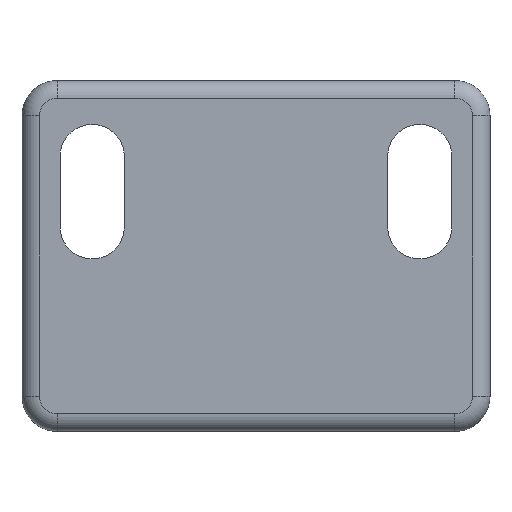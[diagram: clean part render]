
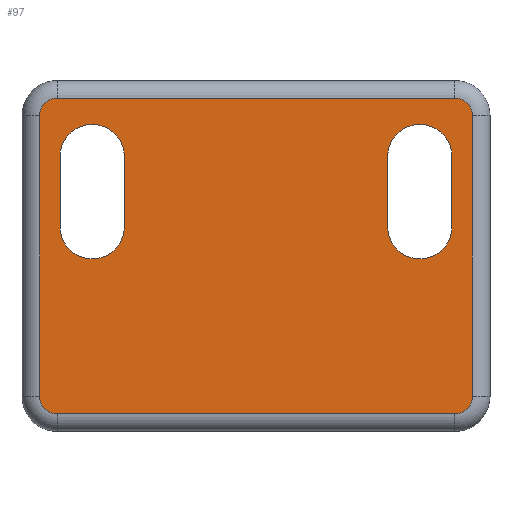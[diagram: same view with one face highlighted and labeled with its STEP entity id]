
A CAD part, front view. The second image highlights one B-rep face of the part: STEP entity #97.
In plain terms, the highlighted planar face has unit normal (0, -1, 0).
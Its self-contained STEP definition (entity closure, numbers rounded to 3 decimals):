
#97 = ADVANCED_FACE( 'NONE', ( #260, #261, #262 ), #263, .F. );
#260 = FACE_OUTER_BOUND( '', #502, .T. );
#261 = FACE_BOUND( '', #503, .T. );
#262 = FACE_BOUND( '', #504, .T. );
#263 = PLANE( '', #505 );
#502 = EDGE_LOOP( '', ( #738, #739, #740, #741, #742, #743, #744, #745 ) );
#503 = EDGE_LOOP( '', ( #746, #747, #748, #749 ) );
#504 = EDGE_LOOP( '', ( #750, #751, #752, #753 ) );
#505 = AXIS2_PLACEMENT_3D( '', #754, #755, #756 );
#738 = ORIENTED_EDGE( '', *, *, #1386, .T. );
#739 = ORIENTED_EDGE( '', *, *, #1387, .T. );
#740 = ORIENTED_EDGE( '', *, *, #1388, .T. );
#741 = ORIENTED_EDGE( '', *, *, #1389, .T. );
#742 = ORIENTED_EDGE( '', *, *, #1390, .T. );
#743 = ORIENTED_EDGE( '', *, *, #1391, .T. );
#744 = ORIENTED_EDGE( '', *, *, #1392, .T. );
#745 = ORIENTED_EDGE( '', *, *, #1393, .T. );
#746 = ORIENTED_EDGE( '', *, *, #1394, .T. );
#747 = ORIENTED_EDGE( '', *, *, #1395, .T. );
#748 = ORIENTED_EDGE( '', *, *, #1396, .T. );
#749 = ORIENTED_EDGE( '', *, *, #1397, .T. );
#750 = ORIENTED_EDGE( '', *, *, #1398, .F. );
#751 = ORIENTED_EDGE( '', *, *, #1399, .F. );
#752 = ORIENTED_EDGE( '', *, *, #1400, .F. );
#753 = ORIENTED_EDGE( '', *, *, #1401, .F. );
#754 = CARTESIAN_POINT( '', ( -20., -9.15, 15. ) );
#755 = DIRECTION( '', ( 0., 1., 0. ) );
#756 = DIRECTION( '', ( 1., 0., 0. ) );
#1386 = EDGE_CURVE( 'NONE', #1637, #1638, #1639, .T. );
#1387 = EDGE_CURVE( 'NONE', #1638, #1640, #1641, .T. );
#1388 = EDGE_CURVE( 'NONE', #1640, #1642, #1643, .T. );
#1389 = EDGE_CURVE( 'NONE', #1642, #1644, #1645, .T. );
#1390 = EDGE_CURVE( 'NONE', #1644, #1646, #1647, .T. );
#1391 = EDGE_CURVE( 'NONE', #1646, #1648, #1649, .T. );
#1392 = EDGE_CURVE( 'NONE', #1648, #1650, #1651, .T. );
#1393 = EDGE_CURVE( 'NONE', #1650, #1637, #1652, .T. );
#1394 = EDGE_CURVE( 'NONE', #1653, #1654, #1655, .T. );
#1395 = EDGE_CURVE( 'NONE', #1654, #1656, #1657, .T. );
#1396 = EDGE_CURVE( 'NONE', #1656, #1658, #1659, .T. );
#1397 = EDGE_CURVE( 'NONE', #1658, #1653, #1660, .T. );
#1398 = EDGE_CURVE( 'NONE', #1661, #1662, #1663, .T. );
#1399 = EDGE_CURVE( 'NONE', #1664, #1661, #1665, .T. );
#1400 = EDGE_CURVE( 'NONE', #1666, #1664, #1667, .T. );
#1401 = EDGE_CURVE( 'NONE', #1662, #1666, #1668, .T. );
#1637 = VERTEX_POINT( 'NONE', #2003 );
#1638 = VERTEX_POINT( 'NONE', #2004 );
#1639 = LINE( '', #2005, #2006 );
#1640 = VERTEX_POINT( 'NONE', #2007 );
#1641 = CIRCLE( '', #2008, 1.5 );
#1642 = VERTEX_POINT( 'NONE', #2009 );
#1643 = LINE( '', #2010, #2011 );
#1644 = VERTEX_POINT( 'NONE', #2012 );
#1645 = CIRCLE( '', #2013, 1.5 );
#1646 = VERTEX_POINT( 'NONE', #2014 );
#1647 = LINE( '', #2015, #2016 );
#1648 = VERTEX_POINT( 'NONE', #2017 );
#1649 = CIRCLE( '', #2018, 1.5 );
#1650 = VERTEX_POINT( 'NONE', #2019 );
#1651 = LINE( '', #2020, #2021 );
#1652 = CIRCLE( '', #2022, 1.5 );
#1653 = VERTEX_POINT( 'NONE', #2023 );
#1654 = VERTEX_POINT( 'NONE', #2024 );
#1655 = LINE( '', #2025, #2026 );
#1656 = VERTEX_POINT( 'NONE', #2027 );
#1657 = CIRCLE( '', #2028, 2.75 );
#1658 = VERTEX_POINT( 'NONE', #2029 );
#1659 = LINE( '', #2030, #2031 );
#1660 = CIRCLE( '', #2032, 2.75 );
#1661 = VERTEX_POINT( 'NONE', #2033 );
#1662 = VERTEX_POINT( 'NONE', #2034 );
#1663 = CIRCLE( '', #2035, 2.75 );
#1664 = VERTEX_POINT( 'NONE', #2036 );
#1665 = LINE( '', #2037, #2038 );
#1666 = VERTEX_POINT( 'NONE', #2039 );
#1667 = CIRCLE( '', #2040, 2.75 );
#1668 = LINE( '', #2041, #2042 );
#2003 = CARTESIAN_POINT( '', ( 17., -9.15, 13.5 ) );
#2004 = CARTESIAN_POINT( '', ( -17., -9.15, 13.5 ) );
#2005 = CARTESIAN_POINT( '', ( -17., -9.15, 13.5 ) );
#2006 = VECTOR( '', #2541, 1000. );
#2007 = CARTESIAN_POINT( '', ( -18.5, -9.15, 12. ) );
#2008 = AXIS2_PLACEMENT_3D( '', #2542, #2543, #2544 );
#2009 = CARTESIAN_POINT( '', ( -18.5, -9.15, -12. ) );
#2010 = CARTESIAN_POINT( '', ( -18.5, -9.15, 15. ) );
#2011 = VECTOR( '', #2545, 1000. );
#2012 = CARTESIAN_POINT( '', ( -17., -9.15, -13.5 ) );
#2013 = AXIS2_PLACEMENT_3D( '', #2546, #2547, #2548 );
#2014 = CARTESIAN_POINT( '', ( 17., -9.15, -13.5 ) );
#2015 = CARTESIAN_POINT( '', ( -20., -9.15, -13.5 ) );
#2016 = VECTOR( '', #2549, 1000. );
#2017 = CARTESIAN_POINT( '', ( 18.5, -9.15, -12. ) );
#2018 = AXIS2_PLACEMENT_3D( '', #2550, #2551, #2552 );
#2019 = CARTESIAN_POINT( '', ( 18.5, -9.15, 12. ) );
#2020 = CARTESIAN_POINT( '', ( 18.5, -9.15, 15. ) );
#2021 = VECTOR( '', #2553, 1000. );
#2022 = AXIS2_PLACEMENT_3D( '', #2554, #2555, #2556 );
#2023 = CARTESIAN_POINT( '', ( -16.75, -9.15, 2.5 ) );
#2024 = CARTESIAN_POINT( '', ( -16.75, -9.15, 8.5 ) );
#2025 = CARTESIAN_POINT( '', ( -16.75, -9.15, 8.5 ) );
#2026 = VECTOR( '', #2557, 1000. );
#2027 = CARTESIAN_POINT( '', ( -11.25, -9.15, 8.5 ) );
#2028 = AXIS2_PLACEMENT_3D( '', #2558, #2559, #2560 );
#2029 = CARTESIAN_POINT( '', ( -11.25, -9.15, 2.5 ) );
#2030 = CARTESIAN_POINT( '', ( -11.25, -9.15, 8.5 ) );
#2031 = VECTOR( '', #2561, 1000. );
#2032 = AXIS2_PLACEMENT_3D( '', #2562, #2563, #2564 );
#2033 = CARTESIAN_POINT( '', ( 16.75, -9.15, 8.5 ) );
#2034 = CARTESIAN_POINT( '', ( 11.25, -9.15, 8.5 ) );
#2035 = AXIS2_PLACEMENT_3D( '', #2565, #2566, #2567 );
#2036 = CARTESIAN_POINT( '', ( 16.75, -9.15, 2.5 ) );
#2037 = CARTESIAN_POINT( '', ( 16.75, -9.15, 8.5 ) );
#2038 = VECTOR( '', #2568, 1000. );
#2039 = CARTESIAN_POINT( '', ( 11.25, -9.15, 2.5 ) );
#2040 = AXIS2_PLACEMENT_3D( '', #2569, #2570, #2571 );
#2041 = CARTESIAN_POINT( '', ( 11.25, -9.15, 8.5 ) );
#2042 = VECTOR( '', #2572, 1000. );
#2541 = DIRECTION( '', ( -1., 0., 0. ) );
#2542 = CARTESIAN_POINT( '', ( -17., -9.15, 12. ) );
#2543 = DIRECTION( '', ( 0., -1., 0. ) );
#2544 = DIRECTION( '', ( -1., 0., 0. ) );
#2545 = DIRECTION( '', ( 0., 0., -1. ) );
#2546 = CARTESIAN_POINT( '', ( -17., -9.15, -12. ) );
#2547 = DIRECTION( '', ( 0., -1., 0. ) );
#2548 = DIRECTION( '', ( -1., 0., 0. ) );
#2549 = DIRECTION( '', ( 1., 0., 0. ) );
#2550 = CARTESIAN_POINT( '', ( 17., -9.15, -12. ) );
#2551 = DIRECTION( '', ( 0., -1., 0. ) );
#2552 = DIRECTION( '', ( -1., 0., 0. ) );
#2553 = DIRECTION( '', ( 0., 0., 1. ) );
#2554 = CARTESIAN_POINT( '', ( 17., -9.15, 12. ) );
#2555 = DIRECTION( '', ( 0., -1., 0. ) );
#2556 = DIRECTION( '', ( -1., 0., 0. ) );
#2557 = DIRECTION( '', ( 0., 0., 1. ) );
#2558 = CARTESIAN_POINT( '', ( -14., -9.15, 8.5 ) );
#2559 = DIRECTION( '', ( 0., 1., 0. ) );
#2560 = DIRECTION( '', ( 0., 0., 1. ) );
#2561 = DIRECTION( '', ( 0., 0., -1. ) );
#2562 = CARTESIAN_POINT( '', ( -14., -9.15, 2.5 ) );
#2563 = DIRECTION( '', ( 0., 1., 0. ) );
#2564 = DIRECTION( '', ( 0., 0., 1. ) );
#2565 = CARTESIAN_POINT( '', ( 14., -9.15, 8.5 ) );
#2566 = DIRECTION( '', ( 0., -1., 0. ) );
#2567 = DIRECTION( '', ( 0., 0., 1. ) );
#2568 = DIRECTION( '', ( 0., 0., 1. ) );
#2569 = CARTESIAN_POINT( '', ( 14., -9.15, 2.5 ) );
#2570 = DIRECTION( '', ( 0., -1., 0. ) );
#2571 = DIRECTION( '', ( 0., 0., 1. ) );
#2572 = DIRECTION( '', ( 0., 0., -1. ) );
